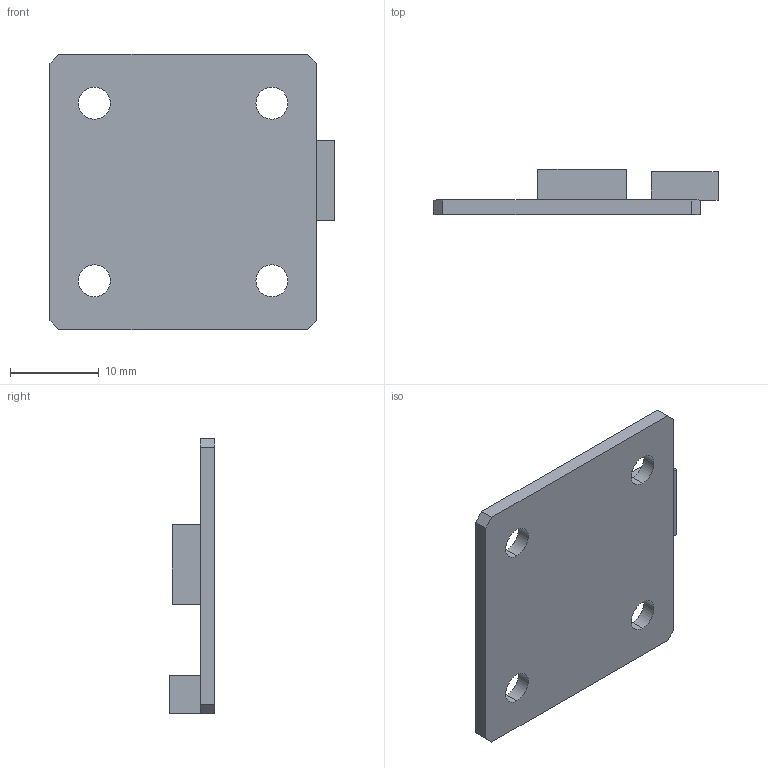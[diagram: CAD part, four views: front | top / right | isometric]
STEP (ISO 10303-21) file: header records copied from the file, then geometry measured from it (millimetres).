
FILE_DESCRIPTION (( 'STEP AP214' ), '1' );
FILE_NAME ('kakute_H7_mini.STEP', '2024-04-29T05:58:27', ( '' ), ( '' ), 'SwSTEP 2.0', 'SolidWorks 2022', '' );
FILE_SCHEMA (( 'AUTOMOTIVE_DESIGN' ));
Length unit declared in the file: millimetre
Products named in the file (1): kakute_H7_mini
Bounding box: 32 x 5.1 x 31 mm (x, y, z)
Volume: 1494.7 mm3; surface area: 2548.1 mm2
Topology: 1 solids, 1 shells, 42 faces, 109 edges, 72 vertices
Faces by surface type: plane 34, cylinder 8
Entity records: 1499 total; most frequent: CARTESIAN_POINT 224, ORIENTED_EDGE 218, DIRECTION 211, EDGE_CURVE 109, VECTOR 93, LINE 93, VERTEX_POINT 72, AXIS2_PLACEMENT_3D 59
